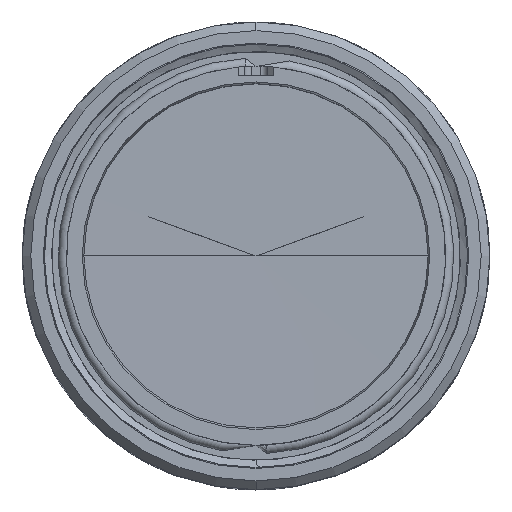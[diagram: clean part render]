
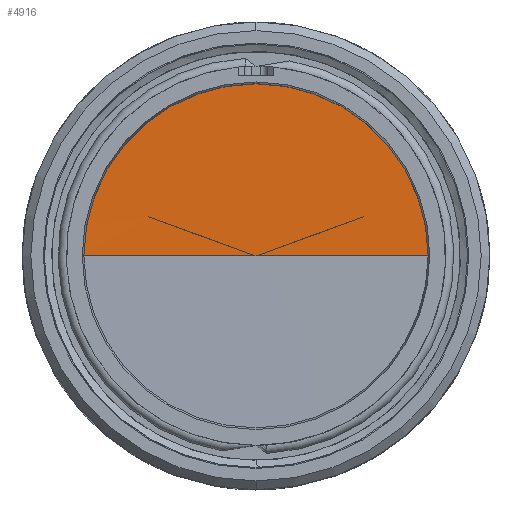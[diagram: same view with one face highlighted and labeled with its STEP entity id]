
A CAD part, top view. The second image highlights one B-rep face of the part: STEP entity #4916.
In plain terms, the highlighted conical face has half-angle 89.862 degrees and reference radius 21.143 mm.
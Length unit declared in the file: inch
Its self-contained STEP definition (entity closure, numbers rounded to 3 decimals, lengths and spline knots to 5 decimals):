
#33 = LINE ( 'NONE', #1546, #669 ) ;
#350 = DIRECTION ( 'NONE',  ( 0., 0., 1. ) ) ;
#573 = EDGE_CURVE ( 'NONE', #6727, #2254, #774, .T. ) ;
#579 = EDGE_CURVE ( 'NONE', #2254, #1467, #2548, .T. ) ;
#669 = VECTOR ( 'NONE', #2185, 39.37008 ) ;
#691 = ORIENTED_EDGE ( 'NONE', *, *, #579, .T. ) ;
#714 = EDGE_CURVE ( 'NONE', #2818, #6727, #33, .T. ) ;
#774 = CIRCLE ( 'NONE', #4842, 0.817 ) ;
#778 = DIRECTION ( 'NONE',  ( 0., 0., 1. ) ) ;
#982 = CARTESIAN_POINT ( 'NONE',  ( 0., 0., -0.52504 ) ) ;
#1467 = VERTEX_POINT ( 'NONE', #2533 ) ;
#1500 = AXIS2_PLACEMENT_3D ( 'NONE', #4354, #778, #4420 ) ;
#1546 = CARTESIAN_POINT ( 'NONE',  ( 0.83241, 0., -0.525 ) ) ;
#1796 = DIRECTION ( 'NONE',  ( -1., 0., 0.002 ) ) ;
#1871 = ORIENTED_EDGE ( 'NONE', *, *, #714, .T. ) ;
#1969 = LINE ( 'NONE', #3523, #3458 ) ;
#2066 = CONICAL_SURFACE ( 'NONE', #1500, 0.83241, 1.568 ) ;
#2185 = DIRECTION ( 'NONE',  ( 1., 0., 0.002 ) ) ;
#2254 = VERTEX_POINT ( 'NONE', #6139 ) ;
#2437 = CARTESIAN_POINT ( 'NONE',  ( 0., 0., -0.52504 ) ) ;
#2533 = CARTESIAN_POINT ( 'NONE',  ( -0.817, 0., -0.52504 ) ) ;
#2548 = CIRCLE ( 'NONE', #4507, 0.817 ) ;
#2613 = CARTESIAN_POINT ( 'NONE',  ( 0., 0., -0.527 ) ) ;
#2818 = VERTEX_POINT ( 'NONE', #2613 ) ;
#2858 = ORIENTED_EDGE ( 'NONE', *, *, #573, .T. ) ;
#3458 = VECTOR ( 'NONE', #1796, 39.37008 ) ;
#3523 = CARTESIAN_POINT ( 'NONE',  ( -0.83241, 0., -0.525 ) ) ;
#4354 = CARTESIAN_POINT ( 'NONE',  ( 0., 0., -0.525 ) ) ;
#4420 = DIRECTION ( 'NONE',  ( 1., 0., 0. ) ) ;
#4440 = CARTESIAN_POINT ( 'NONE',  ( 0.817, 0., -0.52504 ) ) ;
#4459 = FACE_OUTER_BOUND ( 'NONE', #5982, .T. ) ;
#4507 = AXIS2_PLACEMENT_3D ( 'NONE', #2437, #4553, #6231 ) ;
#4553 = DIRECTION ( 'NONE',  ( 0., 0., 1. ) ) ;
#4842 = AXIS2_PLACEMENT_3D ( 'NONE', #982, #350, #5096 ) ;
#4916 = ADVANCED_FACE ( 'NONE', ( #4459 ), #2066, .F. ) ;
#5096 = DIRECTION ( 'NONE',  ( 1., 0., 0. ) ) ;
#5414 = EDGE_CURVE ( 'NONE', #2818, #1467, #1969, .T. ) ;
#5982 = EDGE_LOOP ( 'NONE', ( #6367, #1871, #2858, #691 ) ) ;
#6139 = CARTESIAN_POINT ( 'NONE',  ( 0., 0.817, -0.52504 ) ) ;
#6231 = DIRECTION ( 'NONE',  ( 1., 0., 0. ) ) ;
#6367 = ORIENTED_EDGE ( 'NONE', *, *, #5414, .F. ) ;
#6727 = VERTEX_POINT ( 'NONE', #4440 ) ;
